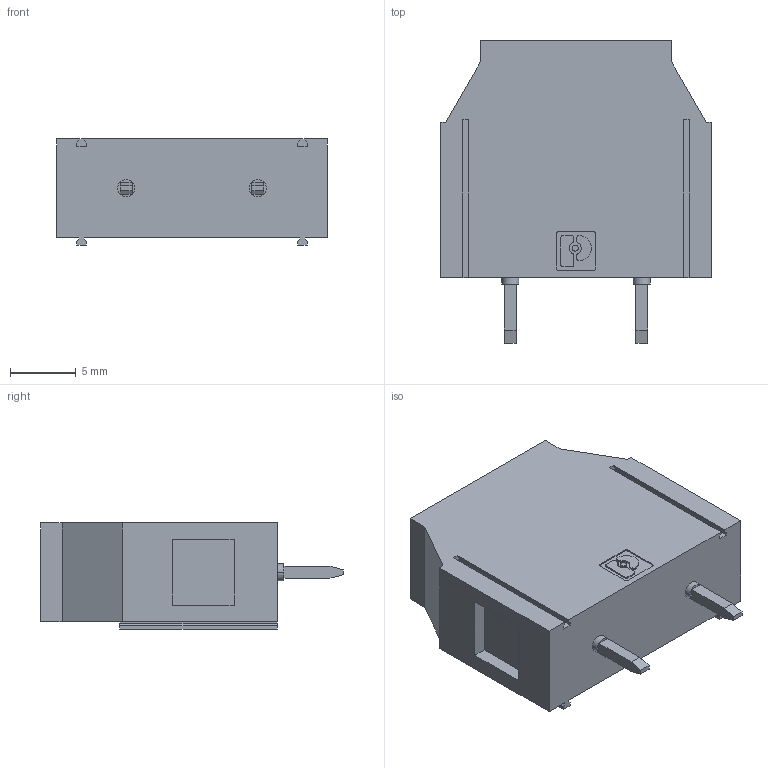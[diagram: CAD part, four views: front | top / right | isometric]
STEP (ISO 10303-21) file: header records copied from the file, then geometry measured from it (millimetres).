
FILE_DESCRIPTION(('SolidDesigner STEP Export'),'1');
FILE_NAME('kdsp_4.stp','2000-07-06T10:36:27',(''),(''), 'SolidDesigner STEP processor Version: 7.0(Mar 1999)for AP214(CD)(Solid Model)', 'CoCreate SolidDesigner: 07.50 21-Dec-99(C) CoCreate Software GmbH','');
FILE_SCHEMA(('AUTOMOTIVE_DESIGN_CC2 {1 2 10303 214 -1 1 5 1}'));
Length unit declared in the file: millimetre
Products named in the file (2): kdsp_4
Assembly tree (1 placements, depth 2):
  kdsp_4
    kdsp_4
Bounding box: 20.6 x 23 x 8.07 mm (x, y, z)
Volume: 2421.8 mm3; surface area: 1570.4 mm2
Topology: 1 solids, 1 shells, 156 faces, 397 edges, 258 vertices
Faces by surface type: plane 116, cylinder 38, cone 2
Entity records: 5566 total; most frequent: ORIENTED_EDGE 794, CARTESIAN_POINT 729, DIRECTION 657, EDGE_CURVE 397, VECTOR 285, LINE 285, VERTEX_POINT 258, AXIS2_PLACEMENT_3D 186
